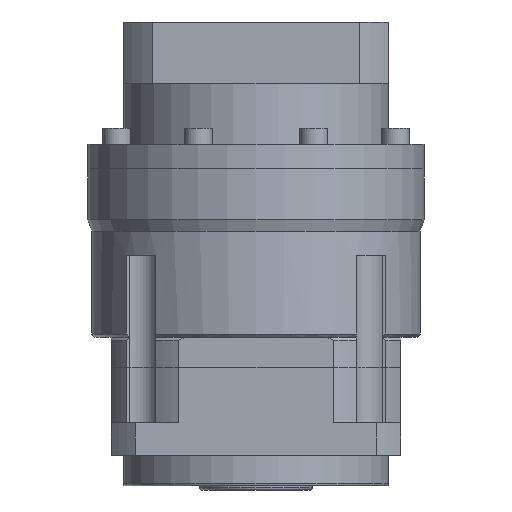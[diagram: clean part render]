
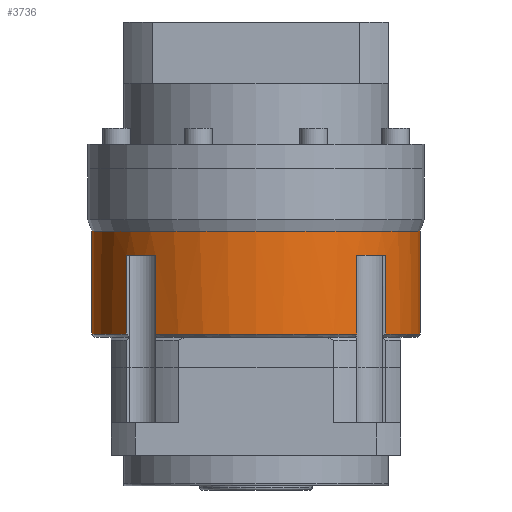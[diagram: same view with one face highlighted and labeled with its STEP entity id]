
A CAD part, front view. The second image highlights one B-rep face of the part: STEP entity #3736.
In plain terms, the highlighted cylindrical face has radius 80.5 mm (diameter 161 mm), a partial arc.
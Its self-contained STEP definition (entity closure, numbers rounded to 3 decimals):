
#172 = CARTESIAN_POINT ( 'NONE',  ( 0., 0., -42.495 ) ) ;
#277 = VERTEX_POINT ( 'NONE', #541 ) ;
#317 = DIRECTION ( 'NONE',  ( 1., 0., 0. ) ) ;
#460 = CARTESIAN_POINT ( 'NONE',  ( 0., 0., -93. ) ) ;
#472 = VERTEX_POINT ( 'NONE', #1170 ) ;
#541 = CARTESIAN_POINT ( 'NONE',  ( -80.5, 0., -93. ) ) ;
#610 = VERTEX_POINT ( 'NONE', #12274 ) ;
#815 = CARTESIAN_POINT ( 'NONE',  ( 0., 0., -54.5 ) ) ;
#1170 = CARTESIAN_POINT ( 'NONE',  ( -63.646, -49.289, -54.5 ) ) ;
#1192 = VECTOR ( 'NONE', #11000, 1000. ) ;
#1249 = DIRECTION ( 'NONE',  ( 1., 0., 0. ) ) ;
#1327 = CARTESIAN_POINT ( 'NONE',  ( 0., 0., -152.5 ) ) ;
#1346 = CIRCLE ( 'NONE', #2333, 80.5 ) ;
#1508 = DIRECTION ( 'NONE',  ( -1., 0., 0. ) ) ;
#1659 = CARTESIAN_POINT ( 'NONE',  ( -63.646, -49.289, -93. ) ) ;
#1889 = DIRECTION ( 'NONE',  ( 1., 0., 0. ) ) ;
#2024 = VERTEX_POINT ( 'NONE', #12804 ) ;
#2302 = CARTESIAN_POINT ( 'NONE',  ( 49.289, -63.646, -95.5 ) ) ;
#2333 = AXIS2_PLACEMENT_3D ( 'NONE', #3625, #11198, #4695 ) ;
#2429 = ORIENTED_EDGE ( 'NONE', *, *, #8870, .T. ) ;
#2706 = FACE_OUTER_BOUND ( 'NONE', #7587, .T. ) ;
#2731 = CARTESIAN_POINT ( 'NONE',  ( -80.5, 0., -152.5 ) ) ;
#2940 = CIRCLE ( 'NONE', #3888, 80.5 ) ;
#3415 = LINE ( 'NONE', #11615, #8452 ) ;
#3472 = CIRCLE ( 'NONE', #11882, 80.5 ) ;
#3625 = CARTESIAN_POINT ( 'NONE',  ( 0., 0., -93. ) ) ;
#3736 = ADVANCED_FACE ( 'NONE', ( #2706 ), #7094, .T. ) ;
#3770 = EDGE_CURVE ( 'NONE', #6939, #6966, #1346, .T. ) ;
#3798 = AXIS2_PLACEMENT_3D ( 'NONE', #1327, #8916, #317 ) ;
#3888 = AXIS2_PLACEMENT_3D ( 'NONE', #11530, #5042, #12611 ) ;
#4119 = CARTESIAN_POINT ( 'NONE',  ( -63.646, -49.289, -95.5 ) ) ;
#4695 = DIRECTION ( 'NONE',  ( -1., 0., 0. ) ) ;
#4898 = DIRECTION ( 'NONE',  ( 0., 0., 1. ) ) ;
#5042 = DIRECTION ( 'NONE',  ( 0., 0., 1. ) ) ;
#5120 = CARTESIAN_POINT ( 'NONE',  ( 49.289, -63.646, -93. ) ) ;
#5166 = CARTESIAN_POINT ( 'NONE',  ( -49.289, -63.646, -93. ) ) ;
#5207 = EDGE_CURVE ( 'NONE', #472, #11119, #2940, .T. ) ;
#5268 = CARTESIAN_POINT ( 'NONE',  ( 0., 0., -93. ) ) ;
#5319 = EDGE_CURVE ( 'NONE', #2024, #11168, #3472, .T. ) ;
#5741 = EDGE_CURVE ( 'NONE', #2024, #11138, #8852, .T. ) ;
#5797 = CIRCLE ( 'NONE', #6908, 80.5 ) ;
#6004 = LINE ( 'NONE', #4119, #11440 ) ;
#6208 = DIRECTION ( 'NONE',  ( 0., 0., 1. ) ) ;
#6360 = DIRECTION ( 'NONE',  ( -1., 0., 0. ) ) ;
#6840 = CARTESIAN_POINT ( 'NONE',  ( 80.5, 0., -42.495 ) ) ;
#6908 = AXIS2_PLACEMENT_3D ( 'NONE', #460, #8005, #1508 ) ;
#6932 = EDGE_CURVE ( 'NONE', #11168, #10818, #3415, .T. ) ;
#6939 = VERTEX_POINT ( 'NONE', #5120 ) ;
#6966 = VERTEX_POINT ( 'NONE', #5166 ) ;
#7094 = CYLINDRICAL_SURFACE ( 'NONE', #3798, 80.5 ) ;
#7360 = DIRECTION ( 'NONE',  ( 0., 0., -1. ) ) ;
#7388 = CARTESIAN_POINT ( 'NONE',  ( 80.5, 0., -152.5 ) ) ;
#7531 = VERTEX_POINT ( 'NONE', #9986 ) ;
#7538 = ORIENTED_EDGE ( 'NONE', *, *, #10147, .F. ) ;
#7587 = EDGE_LOOP ( 'NONE', ( #7538, #8192, #8201, #8543, #9598, #9958, #10613, #11276, #11792, #12595, #13243, #2429 ) ) ;
#7717 = DIRECTION ( 'NONE',  ( 0., 0., -1. ) ) ;
#7977 = CIRCLE ( 'NONE', #9850, 80.5 ) ;
#8005 = DIRECTION ( 'NONE',  ( 0., 0., -1. ) ) ;
#8192 = ORIENTED_EDGE ( 'NONE', *, *, #12461, .F. ) ;
#8201 = ORIENTED_EDGE ( 'NONE', *, *, #10327, .F. ) ;
#8284 = CIRCLE ( 'NONE', #9511, 80.5 ) ;
#8327 = VERTEX_POINT ( 'NONE', #1659 ) ;
#8366 = DIRECTION ( 'NONE',  ( 0., 0., 1. ) ) ;
#8452 = VECTOR ( 'NONE', #6208, 1000. ) ;
#8543 = ORIENTED_EDGE ( 'NONE', *, *, #5207, .T. ) ;
#8852 = LINE ( 'NONE', #7388, #11393 ) ;
#8870 = EDGE_CURVE ( 'NONE', #11138, #7531, #7977, .T. ) ;
#8916 = DIRECTION ( 'NONE',  ( 0., 0., 1. ) ) ;
#9136 = EDGE_CURVE ( 'NONE', #610, #10818, #8284, .T. ) ;
#9511 = AXIS2_PLACEMENT_3D ( 'NONE', #815, #8366, #1889 ) ;
#9598 = ORIENTED_EDGE ( 'NONE', *, *, #9811, .F. ) ;
#9811 = EDGE_CURVE ( 'NONE', #6966, #11119, #13133, .T. ) ;
#9850 = AXIS2_PLACEMENT_3D ( 'NONE', #172, #7717, #1249 ) ;
#9958 = ORIENTED_EDGE ( 'NONE', *, *, #3770, .F. ) ;
#9986 = CARTESIAN_POINT ( 'NONE',  ( -80.5, 0., -42.495 ) ) ;
#10147 = EDGE_CURVE ( 'NONE', #277, #7531, #10973, .T. ) ;
#10327 = EDGE_CURVE ( 'NONE', #472, #8327, #6004, .T. ) ;
#10401 = CARTESIAN_POINT ( 'NONE',  ( 63.646, -49.289, -93. ) ) ;
#10613 = ORIENTED_EDGE ( 'NONE', *, *, #13442, .F. ) ;
#10818 = VERTEX_POINT ( 'NONE', #11626 ) ;
#10973 = LINE ( 'NONE', #2731, #13125 ) ;
#11000 = DIRECTION ( 'NONE',  ( 0., 0., -1. ) ) ;
#11119 = VERTEX_POINT ( 'NONE', #12185 ) ;
#11138 = VERTEX_POINT ( 'NONE', #6840 ) ;
#11168 = VERTEX_POINT ( 'NONE', #10401 ) ;
#11198 = DIRECTION ( 'NONE',  ( 0., 0., -1. ) ) ;
#11276 = ORIENTED_EDGE ( 'NONE', *, *, #9136, .T. ) ;
#11393 = VECTOR ( 'NONE', #12819, 1000. ) ;
#11440 = VECTOR ( 'NONE', #7360, 1000. ) ;
#11530 = CARTESIAN_POINT ( 'NONE',  ( 0., 0., -54.5 ) ) ;
#11615 = CARTESIAN_POINT ( 'NONE',  ( 63.646, -49.289, -95.5 ) ) ;
#11626 = CARTESIAN_POINT ( 'NONE',  ( 63.646, -49.289, -54.5 ) ) ;
#11792 = ORIENTED_EDGE ( 'NONE', *, *, #6932, .F. ) ;
#11805 = DIRECTION ( 'NONE',  ( 0., 0., 1. ) ) ;
#11845 = CARTESIAN_POINT ( 'NONE',  ( -49.289, -63.646, -95.5 ) ) ;
#11882 = AXIS2_PLACEMENT_3D ( 'NONE', #5268, #12833, #6360 ) ;
#12185 = CARTESIAN_POINT ( 'NONE',  ( -49.289, -63.646, -54.5 ) ) ;
#12274 = CARTESIAN_POINT ( 'NONE',  ( 49.289, -63.646, -54.5 ) ) ;
#12461 = EDGE_CURVE ( 'NONE', #8327, #277, #5797, .T. ) ;
#12595 = ORIENTED_EDGE ( 'NONE', *, *, #5319, .F. ) ;
#12611 = DIRECTION ( 'NONE',  ( 1., 0., 0. ) ) ;
#12789 = VECTOR ( 'NONE', #11805, 1000. ) ;
#12804 = CARTESIAN_POINT ( 'NONE',  ( 80.5, 0., -93. ) ) ;
#12819 = DIRECTION ( 'NONE',  ( 0., 0., 1. ) ) ;
#12833 = DIRECTION ( 'NONE',  ( 0., 0., -1. ) ) ;
#13029 = LINE ( 'NONE', #2302, #1192 ) ;
#13125 = VECTOR ( 'NONE', #4898, 1000. ) ;
#13133 = LINE ( 'NONE', #11845, #12789 ) ;
#13243 = ORIENTED_EDGE ( 'NONE', *, *, #5741, .T. ) ;
#13442 = EDGE_CURVE ( 'NONE', #610, #6939, #13029, .T. ) ;
